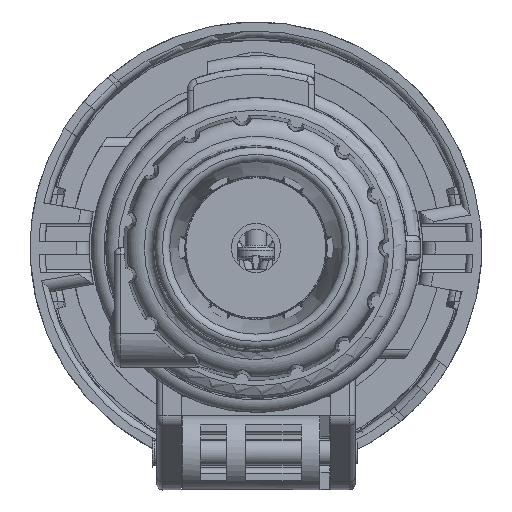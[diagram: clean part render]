
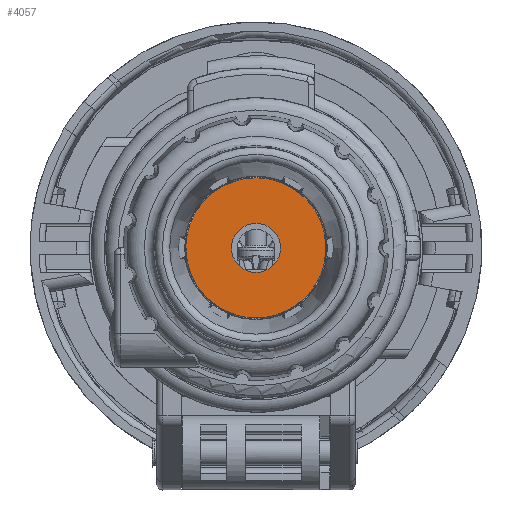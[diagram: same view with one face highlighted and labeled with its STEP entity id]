
A CAD part, front view. The second image highlights one B-rep face of the part: STEP entity #4057.
In plain terms, the highlighted planar face has unit normal (0, -1, 0).
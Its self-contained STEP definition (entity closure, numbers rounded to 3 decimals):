
#1061=FACE_BOUND('',#7526,.T.);
#1062=FACE_BOUND('',#7527,.T.);
#2545=PLANE('',#29619);
#4057=ADVANCED_FACE('',(#1061,#1062),#2545,.T.);
#7526=EDGE_LOOP('',(#16751));
#7527=EDGE_LOOP('',(#16752));
#8859=CIRCLE('',#29612,14.3);
#8862=CIRCLE('',#29617,3.95);
#16751=ORIENTED_EDGE('',*,*,#23318,.T.);
#16752=ORIENTED_EDGE('',*,*,#23321,.F.);
#19371=VERTEX_POINT('',#55977);
#19374=VERTEX_POINT('',#55985);
#23318=EDGE_CURVE('',#19371,#19371,#8859,.T.);
#23321=EDGE_CURVE('',#19374,#19374,#8862,.T.);
#29612=AXIS2_PLACEMENT_3D('',#55976,#37080,#37081);
#29617=AXIS2_PLACEMENT_3D('',#55984,#37090,#37091);
#29619=AXIS2_PLACEMENT_3D('',#55987,#37094,#37095);
#37080=DIRECTION('',(0.,-1.,0.));
#37081=DIRECTION('',(-1.,0.,0.));
#37090=DIRECTION('',(0.,-1.,0.));
#37091=DIRECTION('',(-1.,0.,0.));
#37094=DIRECTION('',(0.,-1.,0.));
#37095=DIRECTION('',(0.,0.,1.));
#55976=CARTESIAN_POINT('',(0.,-89.854,0.));
#55977=CARTESIAN_POINT('',(-14.3,-89.854,0.));
#55984=CARTESIAN_POINT('',(0.,-89.854,0.));
#55985=CARTESIAN_POINT('',(-3.95,-89.854,0.));
#55987=CARTESIAN_POINT('',(-28.6,-89.854,28.6));
